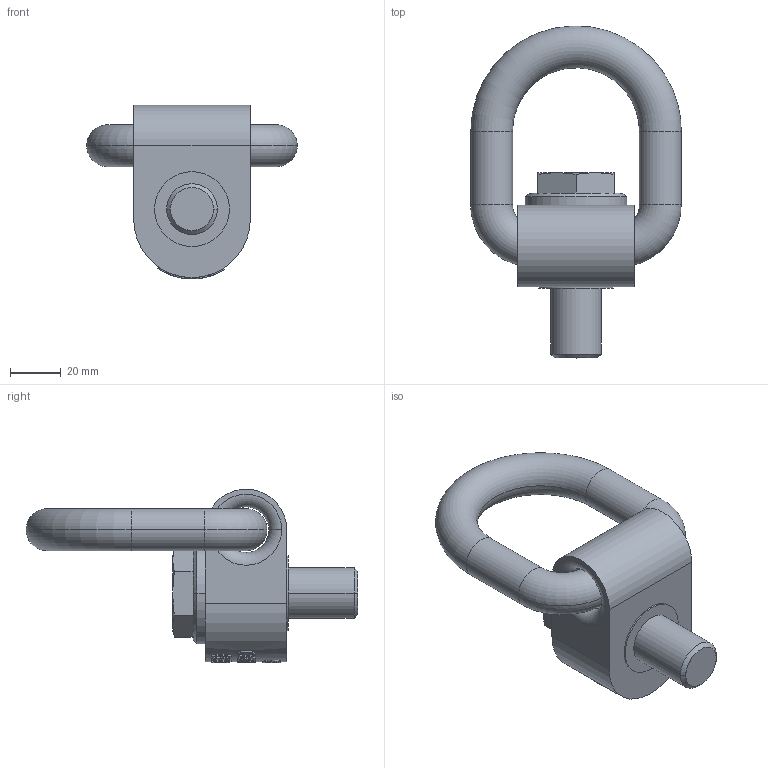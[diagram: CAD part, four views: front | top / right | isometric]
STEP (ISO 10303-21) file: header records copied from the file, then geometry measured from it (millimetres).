
FILE_DESCRIPTION((''),'2;1');
FILE_NAME('4LBG-RS-2T-M20','2005-01-21T',('jakubetz'),(''),'PRO/ENGINEER BY PARAMETRIC TECHNOLOGY CORPORATION, 2001400','PRO/ENGINEER BY PARAMETRIC TECHNOLOGY CORPORATION, 2001400','');
FILE_SCHEMA(('CONFIG_CONTROL_DESIGN'));
Length unit declared in the file: millimetre
Products named in the file (1): 4LBG-RS-2T-M20
Bounding box: 83 x 130.83 x 68.5 mm (x, y, z)
Volume: 149602.5 mm3; surface area: 31022.3 mm2
Topology: 2 solids, 3 shells, 459 faces, 1282 edges, 846 vertices
Faces by surface type: plane 404, cylinder 35, torus 10, cone 10
Entity records: 15378 total; most frequent: CARTESIAN_POINT 4474, ORIENTED_EDGE 2560, DIRECTION 1818, EDGE_CURVE 1282, VERTEX_POINT 846, AXIS2_PLACEMENT_3D 638, B_SPLINE_CURVE_WITH_KNOTS 562, VECTOR 542
